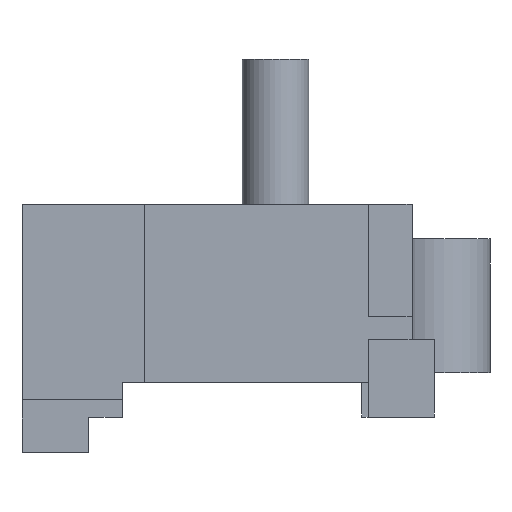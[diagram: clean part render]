
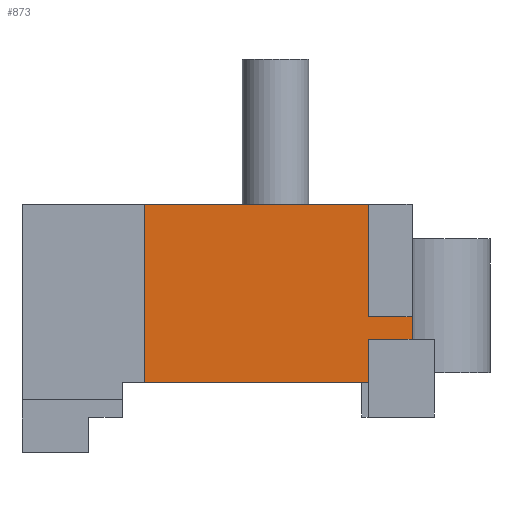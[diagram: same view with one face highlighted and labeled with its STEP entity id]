
A CAD part, left-side view. The second image highlights one B-rep face of the part: STEP entity #873.
In plain terms, the highlighted planar face has unit normal (-1, 0, 0).
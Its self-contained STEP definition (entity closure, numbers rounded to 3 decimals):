
#81=FACE_OUTER_BOUND('',#132,.T.);
#132=EDGE_LOOP('',(#733,#734,#735,#736,#737,#738,#739,#740));
#180=LINE('',#1261,#287);
#184=LINE('',#1270,#291);
#210=LINE('',#1336,#317);
#221=LINE('',#1356,#328);
#226=LINE('',#1366,#333);
#240=LINE('',#1393,#347);
#241=LINE('',#1395,#348);
#246=LINE('',#1403,#353);
#287=VECTOR('',#1016,10.);
#291=VECTOR('',#1024,10.);
#317=VECTOR('',#1080,10.);
#328=VECTOR('',#1093,10.);
#333=VECTOR('',#1106,10.);
#347=VECTOR('',#1130,10.);
#348=VECTOR('',#1133,10.);
#353=VECTOR('',#1142,10.);
#384=VERTEX_POINT('',#1254);
#387=VERTEX_POINT('',#1259);
#390=VERTEX_POINT('',#1269);
#414=VERTEX_POINT('',#1333);
#415=VERTEX_POINT('',#1335);
#423=VERTEX_POINT('',#1354);
#430=VERTEX_POINT('',#1387);
#432=VERTEX_POINT('',#1391);
#473=EDGE_CURVE('',#384,#387,#180,.T.);
#477=EDGE_CURVE('',#387,#390,#184,.T.);
#508=EDGE_CURVE('',#415,#414,#210,.T.);
#519=EDGE_CURVE('',#423,#415,#221,.T.);
#524=EDGE_CURVE('',#390,#423,#226,.T.);
#539=EDGE_CURVE('',#430,#432,#240,.F.);
#540=EDGE_CURVE('',#414,#430,#241,.T.);
#545=EDGE_CURVE('',#384,#432,#246,.T.);
#733=ORIENTED_EDGE('',*,*,#477,.T.);
#734=ORIENTED_EDGE('',*,*,#524,.T.);
#735=ORIENTED_EDGE('',*,*,#519,.T.);
#736=ORIENTED_EDGE('',*,*,#508,.T.);
#737=ORIENTED_EDGE('',*,*,#540,.T.);
#738=ORIENTED_EDGE('',*,*,#539,.T.);
#739=ORIENTED_EDGE('',*,*,#545,.F.);
#740=ORIENTED_EDGE('',*,*,#473,.T.);
#830=PLANE('',#942);
#873=ADVANCED_FACE('',(#81),#830,.T.);
#942=AXIS2_PLACEMENT_3D('',#1404,#1143,#1144);
#1016=DIRECTION('',(0.,1.,0.));
#1024=DIRECTION('',(0.,0.,1.));
#1080=DIRECTION('',(0.,-1.,0.));
#1093=DIRECTION('',(0.,0.,-1.));
#1106=DIRECTION('',(0.,1.,0.));
#1130=DIRECTION('',(0.,1.,0.));
#1133=DIRECTION('',(0.,0.,1.));
#1142=DIRECTION('',(0.,0.,-1.));
#1143=DIRECTION('center_axis',(-1.,0.,0.));
#1144=DIRECTION('ref_axis',(0.,0.,-1.));
#1254=CARTESIAN_POINT('',(-2.5,-3.,5.001));
#1259=CARTESIAN_POINT('',(-2.5,0.9,5.001));
#1261=CARTESIAN_POINT('',(-2.5,4.108,5.001));
#1269=CARTESIAN_POINT('',(-2.5,0.9,15.12));
#1270=CARTESIAN_POINT('',(-2.5,0.9,10.59));
#1333=CARTESIAN_POINT('',(-2.5,0.911,-0.88));
#1335=CARTESIAN_POINT('',(-2.5,21.03,-0.88));
#1336=CARTESIAN_POINT('',(-2.5,3.883,-0.88));
#1354=CARTESIAN_POINT('',(-2.5,21.03,15.12));
#1356=CARTESIAN_POINT('',(-2.5,21.03,11.12));
#1366=CARTESIAN_POINT('',(-2.5,15.648,15.12));
#1387=CARTESIAN_POINT('',(-2.5,0.911,3.001));
#1391=CARTESIAN_POINT('',(-2.5,-3.,3.001));
#1393=CARTESIAN_POINT('',(-2.5,4.11,3.001));
#1395=CARTESIAN_POINT('',(-2.5,0.911,7.17));
#1403=CARTESIAN_POINT('',(-2.5,-3.,4.471));
#1404=CARTESIAN_POINT('Origin',(-2.5,9.265,11.12));
